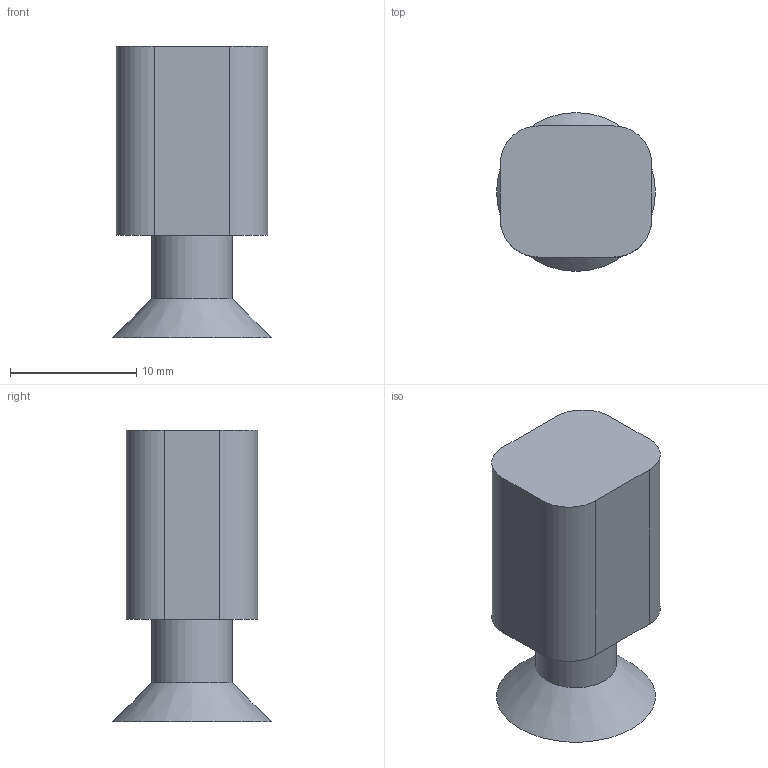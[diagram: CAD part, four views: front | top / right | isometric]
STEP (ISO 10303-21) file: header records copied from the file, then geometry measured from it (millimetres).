
FILE_DESCRIPTION(('Open CASCADE Model'),'2;1');
FILE_NAME('Open CASCADE Shape Model','2023-12-13T06:22:38',('Author'),( 'Open CASCADE'),'Open CASCADE STEP processor 7.7','Open CASCADE 7.7' ,'Unknown');
FILE_SCHEMA(('AUTOMOTIVE_DESIGN { 1 0 10303 214 1 1 1 1 }'));
Length unit declared in the file: millimetre
Products named in the file (2): mnt_print; mnt_print_part
Assembly tree (1 placements, depth 2):
  mnt_print
    mnt_print_part
Bounding box: 12.6 x 12.6 x 23.1 mm (x, y, z)
Volume: 2143 mm3; surface area: 1152.3 mm2
Topology: 1 solids, 1 shells, 13 faces, 30 edges, 20 vertices
Faces by surface type: plane 7, cylinder 5, cone 1
Full cylindrical faces by diameter (mm): 6.4 x1
Entity records: 513 total; most frequent: CARTESIAN_POINT 82, PCURVE 59, LINE 48, ORIENTED_EDGE 45, DEFINITIONAL_REPRESENTATION 40, EDGE_CURVE 30, SURFACE_CURVE 28, AXIS2_PLACEMENT_3D 21
